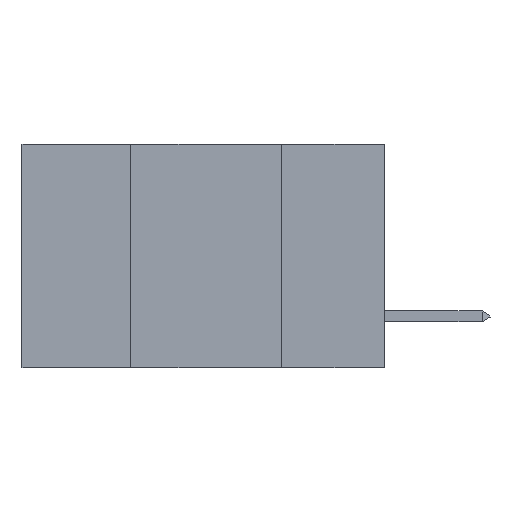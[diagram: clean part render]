
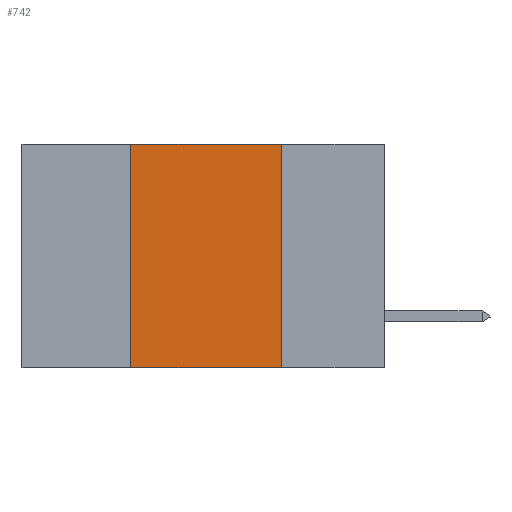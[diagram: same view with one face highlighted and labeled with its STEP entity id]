
A CAD part, left-side view. The second image highlights one B-rep face of the part: STEP entity #742.
In plain terms, the highlighted planar face has unit normal (-1, 0, 0).
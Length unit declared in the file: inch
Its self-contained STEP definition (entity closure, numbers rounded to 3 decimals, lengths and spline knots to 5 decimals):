
#70 = ORIENTED_EDGE ( 'NONE', *, *, #9923, .F. ) ;
#272 = FACE_OUTER_BOUND ( 'NONE', #16577, .T. ) ;
#375 = EDGE_CURVE ( 'NONE', #23933, #8055, #9455, .T. ) ;
#742 = ADVANCED_FACE ( 'NONE', ( #272 ), #4580, .F. ) ;
#3170 = LINE ( 'NONE', #13885, #19244 ) ;
#4514 = LINE ( 'NONE', #17845, #9074 ) ;
#4580 = PLANE ( 'NONE',  #13545 ) ;
#5342 = ORIENTED_EDGE ( 'NONE', *, *, #16930, .F. ) ;
#5554 = DIRECTION ( 'NONE',  ( 0., -1., 0. ) ) ;
#8055 = VERTEX_POINT ( 'NONE', #18231 ) ;
#9074 = VECTOR ( 'NONE', #23504, 39.37008 ) ;
#9168 = CARTESIAN_POINT ( 'NONE',  ( 0., 0.42, -0.37 ) ) ;
#9455 = LINE ( 'NONE', #15963, #10046 ) ;
#9923 = EDGE_CURVE ( 'NONE', #10517, #15029, #24452, .T. ) ;
#10046 = VECTOR ( 'NONE', #19867, 39.37008 ) ;
#10198 = CARTESIAN_POINT ( 'NONE',  ( 0., 0.6, 0. ) ) ;
#10517 = VERTEX_POINT ( 'NONE', #21016 ) ;
#13545 = AXIS2_PLACEMENT_3D ( 'NONE', #10198, #23674, #20087 ) ;
#13885 = CARTESIAN_POINT ( 'NONE',  ( 0., 0.17, 0. ) ) ;
#15029 = VERTEX_POINT ( 'NONE', #17140 ) ;
#15885 = DIRECTION ( 'NONE',  ( 0., 0., -1. ) ) ;
#15963 = CARTESIAN_POINT ( 'NONE',  ( 0., 0.6, -0.37 ) ) ;
#16577 = EDGE_LOOP ( 'NONE', ( #20709, #70, #5342, #22997 ) ) ;
#16930 = EDGE_CURVE ( 'NONE', #23933, #10517, #4514, .T. ) ;
#17140 = CARTESIAN_POINT ( 'NONE',  ( 0., 0.17, 0. ) ) ;
#17243 = CARTESIAN_POINT ( 'NONE',  ( 0., 0.6, 0. ) ) ;
#17845 = CARTESIAN_POINT ( 'NONE',  ( 0., 0.42, 0. ) ) ;
#18231 = CARTESIAN_POINT ( 'NONE',  ( 0., 0.17, -0.37 ) ) ;
#19232 = EDGE_CURVE ( 'NONE', #15029, #8055, #3170, .T. ) ;
#19244 = VECTOR ( 'NONE', #15885, 39.37008 ) ;
#19867 = DIRECTION ( 'NONE',  ( 0., -1., 0. ) ) ;
#20087 = DIRECTION ( 'NONE',  ( 0., 0., -1. ) ) ;
#20709 = ORIENTED_EDGE ( 'NONE', *, *, #19232, .F. ) ;
#21016 = CARTESIAN_POINT ( 'NONE',  ( 0., 0.42, 0. ) ) ;
#22674 = VECTOR ( 'NONE', #5554, 39.37008 ) ;
#22997 = ORIENTED_EDGE ( 'NONE', *, *, #375, .T. ) ;
#23504 = DIRECTION ( 'NONE',  ( 0., 0., 1. ) ) ;
#23674 = DIRECTION ( 'NONE',  ( 1., 0., 0. ) ) ;
#23933 = VERTEX_POINT ( 'NONE', #9168 ) ;
#24452 = LINE ( 'NONE', #17243, #22674 ) ;
